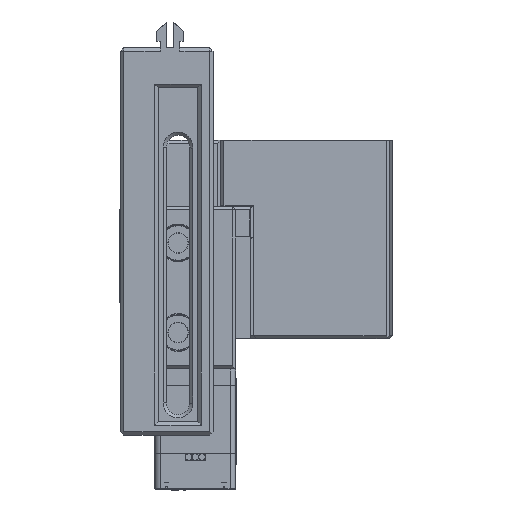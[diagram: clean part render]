
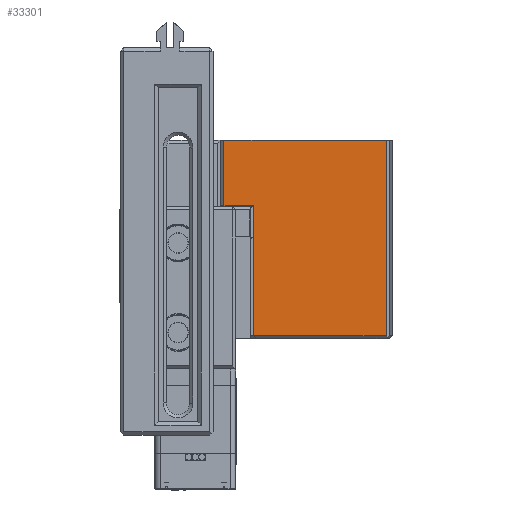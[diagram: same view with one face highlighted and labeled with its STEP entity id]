
A CAD part, left-side view. The second image highlights one B-rep face of the part: STEP entity #33301.
In plain terms, the highlighted face is planar.
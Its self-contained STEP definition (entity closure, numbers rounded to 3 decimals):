
#2293=PLANE('',#35887);
#3668=FACE_OUTER_BOUND('',#5506,.T.);
#5506=EDGE_LOOP('',(#28724,#28725,#28726,#28727,#28728,#28729));
#8201=LINE('',#60154,#11281);
#8215=LINE('',#60179,#11295);
#8226=LINE('',#60200,#11306);
#8241=LINE('',#60229,#11321);
#8247=LINE('',#60241,#11327);
#8259=LINE('',#60263,#11339);
#11281=VECTOR('',#42408,10.);
#11295=VECTOR('',#42426,10.);
#11306=VECTOR('',#42439,10.);
#11321=VECTOR('',#42470,10.);
#11327=VECTOR('',#42484,10.);
#11339=VECTOR('',#42510,10.);
#15882=VERTEX_POINT('',#60151);
#15883=VERTEX_POINT('',#60153);
#15892=VERTEX_POINT('',#60178);
#15901=VERTEX_POINT('',#60199);
#15906=VERTEX_POINT('',#60223);
#15909=VERTEX_POINT('',#60240);
#20270=EDGE_CURVE('',#15882,#15883,#8201,.T.);
#20284=EDGE_CURVE('',#15883,#15892,#8215,.T.);
#20295=EDGE_CURVE('',#15892,#15901,#8226,.T.);
#20310=EDGE_CURVE('',#15901,#15906,#8241,.T.);
#20316=EDGE_CURVE('',#15909,#15906,#8247,.T.);
#20328=EDGE_CURVE('',#15909,#15882,#8259,.T.);
#28724=ORIENTED_EDGE('',*,*,#20270,.F.);
#28725=ORIENTED_EDGE('',*,*,#20328,.F.);
#28726=ORIENTED_EDGE('',*,*,#20316,.T.);
#28727=ORIENTED_EDGE('',*,*,#20310,.F.);
#28728=ORIENTED_EDGE('',*,*,#20295,.F.);
#28729=ORIENTED_EDGE('',*,*,#20284,.F.);
#33301=ADVANCED_FACE('',(#3668),#2293,.T.);
#35887=AXIS2_PLACEMENT_3D('',#60267,#42516,#42517);
#42408=DIRECTION('',(0.,0.,1.));
#42426=DIRECTION('',(0.,-1.,0.));
#42439=DIRECTION('',(0.,0.,-1.));
#42470=DIRECTION('',(0.,1.,0.));
#42484=DIRECTION('',(0.,0.,-1.));
#42510=DIRECTION('',(0.,1.,0.));
#42516=DIRECTION('center_axis',(-1.,0.,
0.));
#42517=DIRECTION('ref_axis',(0.,0.,1.));
#60151=CARTESIAN_POINT('',(32.093,34.244,16.752));
#60153=CARTESIAN_POINT('',(32.097,34.244,26.652));
#60154=CARTESIAN_POINT('',(32.094,34.244,19.152));
#60178=CARTESIAN_POINT('',(32.091,9.744,26.652));
#60179=CARTESIAN_POINT('',(32.092,14.119,26.652));
#60199=CARTESIAN_POINT('',(32.08,9.744,-2.848));
#60200=CARTESIAN_POINT('',(32.086,9.744,12.902));
#60223=CARTESIAN_POINT('',(32.085,29.744,-2.848));
#60229=CARTESIAN_POINT('',(32.086,32.994,-2.848));
#60240=CARTESIAN_POINT('',(32.092,29.744,16.752));
#60241=CARTESIAN_POINT('',(32.087,29.744,1.677));
#60263=CARTESIAN_POINT('',(32.092,28.744,16.752));
#60267=CARTESIAN_POINT('Origin',(32.095,31.744,24.152));
